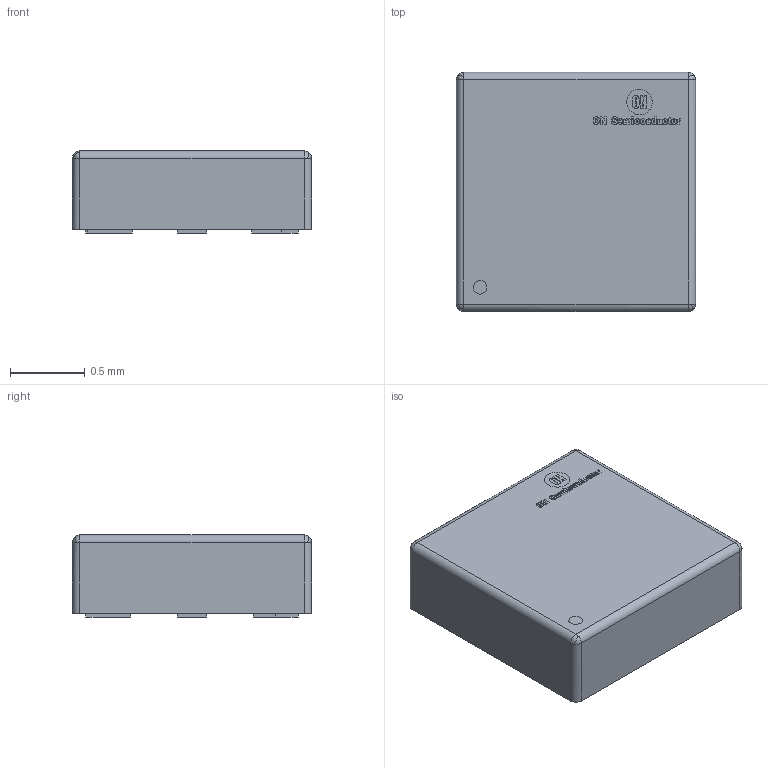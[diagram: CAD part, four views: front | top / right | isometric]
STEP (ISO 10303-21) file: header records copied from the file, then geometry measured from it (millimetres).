
FILE_DESCRIPTION (( 'STEP AP214' ), '1' );
FILE_NAME ('FXMA2102L8X.STEP', '2023-03-01T05:12:55', ( 'ADMIN' ), ( '' ), 'SwSTEP 2.0', 'SolidWorks 2016', '' );
FILE_SCHEMA (( 'AUTOMOTIVE_DESIGN' ));
Length unit declared in the file: millimetre
Products named in the file (6): 2; 1; FXMA2102L8X; On-Semi Logo Assemply; On-Semi Yury adjustable - Copy; On-Semi Yury adjustable
Assembly tree (5 placements, depth 3):
  FXMA2102L8X
    1
    2
    On-Semi Logo Assemply
      On-Semi Yury adjustable
      On-Semi Yury adjustable - Copy
Bounding box: 1.6 x 1.6 x 0.55 mm (x, y, z)
Volume: 1.4 mm3; surface area: 9.6 mm2
Topology: 11 solids, 28 shells, 410 faces, 1075 edges, 711 vertices
Faces by surface type: bspline 204, plane 196, cylinder 10
Entity records: 21776 total; most frequent: CARTESIAN_POINT 8116, ORIENTED_EDGE 2130, DIRECTION 1137, EDGE_CURVE 1067, VERTEX_POINT 711, VECTOR 633, LINE 633, UNCERTAINTY_MEASURE_WITH_UNIT 447
